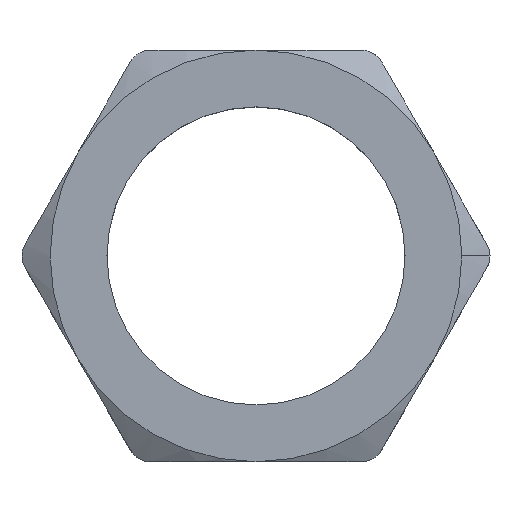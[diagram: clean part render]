
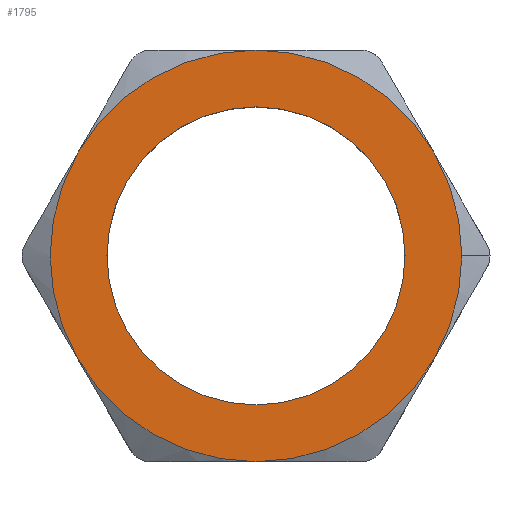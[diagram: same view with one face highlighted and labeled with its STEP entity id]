
A CAD part, top view. The second image highlights one B-rep face of the part: STEP entity #1795.
In plain terms, the highlighted planar face has unit normal (0, 0, 1).
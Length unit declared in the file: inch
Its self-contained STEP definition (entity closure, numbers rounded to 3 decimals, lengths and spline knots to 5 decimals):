
#45 = CARTESIAN_POINT ( 'NONE',  ( 0., -0.435, 0.2 ) ) ;
#237 = DIRECTION ( 'NONE',  ( -1., 0., 0. ) ) ;
#238 = DIRECTION ( 'NONE',  ( 0., 0., -1. ) ) ;
#239 = CARTESIAN_POINT ( 'NONE',  ( -0.25115, 0.435, 0.2 ) ) ;
#240 = AXIS2_PLACEMENT_3D ( 'NONE', #239, #238, #237 ) ;
#241 = PLANE ( 'NONE',  #240 ) ;
#242 = CARTESIAN_POINT ( 'NONE',  ( 0., 0., 0.2 ) ) ;
#257 = FACE_OUTER_BOUND ( 'NONE', #1666, .T. ) ;
#258 = FACE_BOUND ( 'NONE', #1796, .T. ) ;
#277 = CARTESIAN_POINT ( 'NONE',  ( 0.37672, -0.2175, 0.2 ) ) ;
#316 = DIRECTION ( 'NONE',  ( 1., 0., 0. ) ) ;
#317 = DIRECTION ( 'NONE',  ( 0., 0., 1. ) ) ;
#318 = AXIS2_PLACEMENT_3D ( 'NONE', #242, #317, #316 ) ;
#319 = CIRCLE ( 'NONE', #318, 0.435 ) ;
#792 = CARTESIAN_POINT ( 'NONE',  ( 0.435, 0., 0.2 ) ) ;
#798 = DIRECTION ( 'NONE',  ( 1., 0., 0. ) ) ;
#799 = DIRECTION ( 'NONE',  ( 0., 0., 1. ) ) ;
#800 = CARTESIAN_POINT ( 'NONE',  ( 0., 0., 0.2 ) ) ;
#801 = AXIS2_PLACEMENT_3D ( 'NONE', #800, #799, #798 ) ;
#802 = CIRCLE ( 'NONE', #801, 0.435 ) ;
#869 = CARTESIAN_POINT ( 'NONE',  ( 0.37672, 0.2175, 0.2 ) ) ;
#879 = CARTESIAN_POINT ( 'NONE',  ( 0.315, 0., 0.2 ) ) ;
#880 = CARTESIAN_POINT ( 'NONE',  ( -0.315, 0., 0.2 ) ) ;
#881 = DIRECTION ( 'NONE',  ( 1., 0., 0. ) ) ;
#882 = DIRECTION ( 'NONE',  ( 0., 0., 1. ) ) ;
#883 = CARTESIAN_POINT ( 'NONE',  ( 0., 0., 0.2 ) ) ;
#884 = AXIS2_PLACEMENT_3D ( 'NONE', #883, #882, #881 ) ;
#885 = CIRCLE ( 'NONE', #884, 0.315 ) ;
#1050 = CARTESIAN_POINT ( 'NONE',  ( -0.37672, -0.2175, 0.2 ) ) ;
#1074 = CARTESIAN_POINT ( 'NONE',  ( 0., 0.435, 0.2 ) ) ;
#1086 = DIRECTION ( 'NONE',  ( 1., 0., 0. ) ) ;
#1087 = DIRECTION ( 'NONE',  ( 0., 0., 1. ) ) ;
#1088 = AXIS2_PLACEMENT_3D ( 'NONE', #1113, #1087, #1086 ) ;
#1111 = CIRCLE ( 'NONE', #1088, 0.435 ) ;
#1113 = CARTESIAN_POINT ( 'NONE',  ( 0., 0., 0.2 ) ) ;
#1143 = DIRECTION ( 'NONE',  ( 0., 0., 1. ) ) ;
#1144 = AXIS2_PLACEMENT_3D ( 'NONE', #1180, #1143, #1220 ) ;
#1145 = CIRCLE ( 'NONE', #1144, 0.435 ) ;
#1146 = CARTESIAN_POINT ( 'NONE',  ( 0., 0., 0.2 ) ) ;
#1154 = AXIS2_PLACEMENT_3D ( 'NONE', #1176, #1175, #1174 ) ;
#1172 = CARTESIAN_POINT ( 'NONE',  ( -0.37672, 0.2175, 0.2 ) ) ;
#1174 = DIRECTION ( 'NONE',  ( 1., 0., 0. ) ) ;
#1175 = DIRECTION ( 'NONE',  ( 0., 0., 1. ) ) ;
#1176 = CARTESIAN_POINT ( 'NONE',  ( 0., 0., 0.2 ) ) ;
#1178 = AXIS2_PLACEMENT_3D ( 'NONE', #1204, #1203, #1202 ) ;
#1179 = CIRCLE ( 'NONE', #1178, 0.435 ) ;
#1180 = CARTESIAN_POINT ( 'NONE',  ( 0., 0., 0.2 ) ) ;
#1194 = CIRCLE ( 'NONE', #1154, 0.315 ) ;
#1202 = DIRECTION ( 'NONE',  ( 1., 0., 0. ) ) ;
#1203 = DIRECTION ( 'NONE',  ( 0., 0., 1. ) ) ;
#1204 = CARTESIAN_POINT ( 'NONE',  ( 0., 0., 0.2 ) ) ;
#1206 = DIRECTION ( 'NONE',  ( 1., 0., 0. ) ) ;
#1207 = DIRECTION ( 'NONE',  ( 0., 0., 1. ) ) ;
#1208 = AXIS2_PLACEMENT_3D ( 'NONE', #1219, #1207, #1206 ) ;
#1209 = CIRCLE ( 'NONE', #1208, 0.435 ) ;
#1210 = DIRECTION ( 'NONE',  ( 1., 0., 0. ) ) ;
#1216 = DIRECTION ( 'NONE',  ( 0., 0., 1. ) ) ;
#1217 = AXIS2_PLACEMENT_3D ( 'NONE', #1146, #1216, #1210 ) ;
#1218 = CIRCLE ( 'NONE', #1217, 0.435 ) ;
#1219 = CARTESIAN_POINT ( 'NONE',  ( 0., 0., 0.2 ) ) ;
#1220 = DIRECTION ( 'NONE',  ( 1., 0., 0. ) ) ;
#1533 = EDGE_CURVE ( 'NONE', #1535, #1588, #802, .T. ) ;
#1535 = VERTEX_POINT ( 'NONE', #792 ) ;
#1579 = EDGE_CURVE ( 'NONE', #1580, #1581, #885, .T. ) ;
#1580 = VERTEX_POINT ( 'NONE', #880 ) ;
#1581 = VERTEX_POINT ( 'NONE', #879 ) ;
#1588 = VERTEX_POINT ( 'NONE', #869 ) ;
#1606 = VERTEX_POINT ( 'NONE', #1074 ) ;
#1634 = VERTEX_POINT ( 'NONE', #1050 ) ;
#1641 = EDGE_CURVE ( 'NONE', #1588, #1606, #1111, .T. ) ;
#1663 = ORIENTED_EDGE ( 'NONE', *, *, #1579, .F. ) ;
#1664 = ORIENTED_EDGE ( 'NONE', *, *, #1665, .F. ) ;
#1665 = EDGE_CURVE ( 'NONE', #1581, #1580, #1194, .T. ) ;
#1666 = EDGE_LOOP ( 'NONE', ( #1667, #1669, #1671, #1673, #1797, #1799, #1800 ) ) ;
#1667 = ORIENTED_EDGE ( 'NONE', *, *, #1668, .T. ) ;
#1668 = EDGE_CURVE ( 'NONE', #1606, #1682, #1179, .T. ) ;
#1669 = ORIENTED_EDGE ( 'NONE', *, *, #1670, .T. ) ;
#1670 = EDGE_CURVE ( 'NONE', #1682, #1634, #1145, .T. ) ;
#1671 = ORIENTED_EDGE ( 'NONE', *, *, #1672, .T. ) ;
#1672 = EDGE_CURVE ( 'NONE', #1634, #1708, #1218, .T. ) ;
#1673 = ORIENTED_EDGE ( 'NONE', *, *, #1674, .T. ) ;
#1674 = EDGE_CURVE ( 'NONE', #1708, #1844, #1209, .T. ) ;
#1682 = VERTEX_POINT ( 'NONE', #1172 ) ;
#1708 = VERTEX_POINT ( 'NONE', #45 ) ;
#1795 = ADVANCED_FACE ( 'NONE', ( #258, #257 ), #241, .F. ) ;
#1796 = EDGE_LOOP ( 'NONE', ( #1663, #1664 ) ) ;
#1797 = ORIENTED_EDGE ( 'NONE', *, *, #1798, .T. ) ;
#1798 = EDGE_CURVE ( 'NONE', #1844, #1535, #319, .T. ) ;
#1799 = ORIENTED_EDGE ( 'NONE', *, *, #1533, .T. ) ;
#1800 = ORIENTED_EDGE ( 'NONE', *, *, #1641, .T. ) ;
#1844 = VERTEX_POINT ( 'NONE', #277 ) ;
